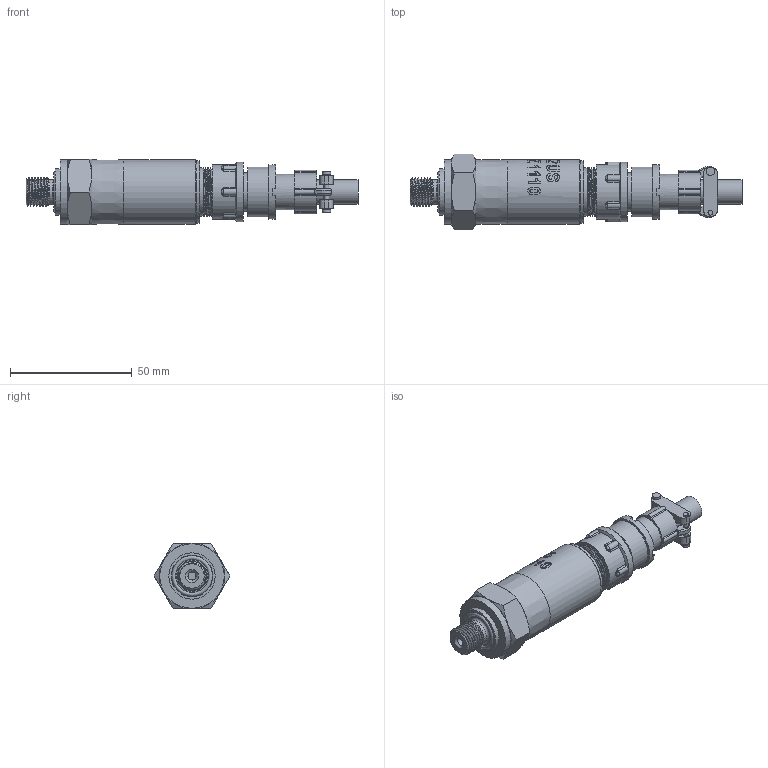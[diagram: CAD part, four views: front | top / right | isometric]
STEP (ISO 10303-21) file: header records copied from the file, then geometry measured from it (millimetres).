
FILE_DESCRIPTION(/* description */ (''),/* implementation_level */ '2;1');
FILE_NAME(/* name */ 'APZ1110_sqqqqqqqqqq_2RMDT.step',/* time_stamp */ '2021-08-03T13:56:32+03:00',/* author */ (''),/* organization */ (''),/* preprocessor_version */ 'ST-DEVELOPER v18.1',/* originating_system */ 'Autodesk Translation Framework v10.9.0.1377',/* authorisation */ '');
FILE_SCHEMA (('AUTOMOTIVE_DESIGN { 1 0 10303 214 3 1 1 }'));
Length unit declared in the file: millimetre
Products named in the file (5): АПЗ 1110 - filled; СТ063.000.083 (стакан 
с вальцем) v2; RMDT male v5; RMDT female v7; M12x1,25 DIN
Assembly tree (4 placements, depth 2):
  АПЗ 1110 - filled
    СТ063.000.083 (стакан 
с вальцем) v2
    RMDT male v5
    RMDT female v7
    M12x1,25 DIN
Bounding box: 136.42 x 31.18 x 27 mm (x, y, z)
Volume: 49848.7 mm3; surface area: 18344.5 mm2
Topology: 4 solids, 4 shells, 729 faces, 1884 edges, 1231 vertices
Faces by surface type: bspline 331, plane 187, cylinder 161, cone 26, torus 20, sphere 4
Full cylindrical faces by diameter (mm): 1 x4, 2 x20, 3.3 x1, 3.5 x2, 9 x1, 10 x1, 10.2 x1, 10.438 x6, 11 x1, 11.866 x5, 13 x1, 13.5 x1, 14.5 x1, 15 x1, 15.8 x1, 16 x2, 16.7 x1, 16.741 x2, 17.884 x2, 18 x1, 18.741 x8, 19 x1, 19.8 x1, 19.884 x9, 20 x1, 20.5 x1, 22.3 x1, 22.5 x2, 24.5 x3, 25.5 x1
Entity records: 35992 total; most frequent: CARTESIAN_POINT 20269, ORIENTED_EDGE 3760, DIRECTION 2246, EDGE_CURVE 1880, VERTEX_POINT 1231, EDGE_LOOP 811, B_SPLINE_CURVE_WITH_KNOTS 780, AXIS2_PLACEMENT_3D 763
